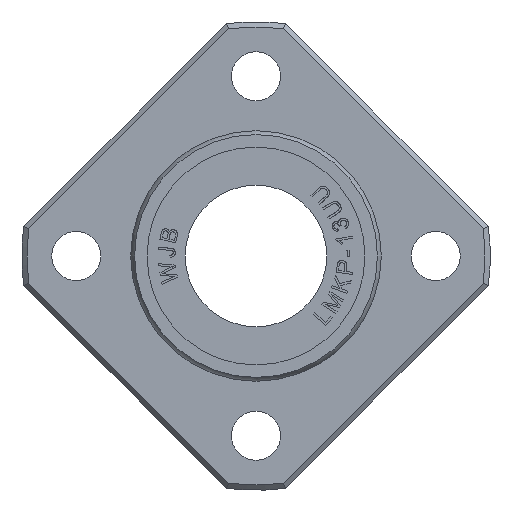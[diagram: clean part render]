
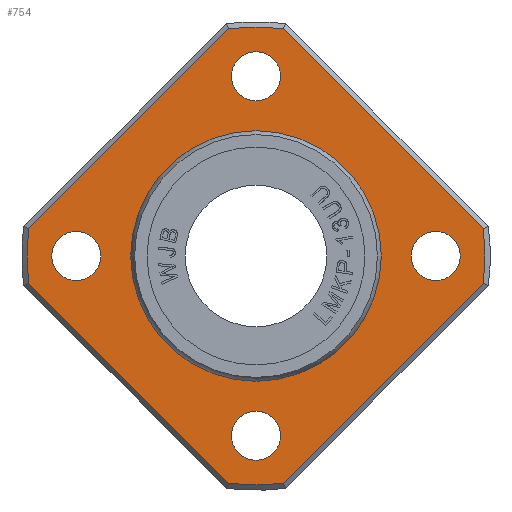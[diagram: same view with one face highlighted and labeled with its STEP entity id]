
A CAD part, left-side view. The second image highlights one B-rep face of the part: STEP entity #754.
In plain terms, the highlighted planar face has unit normal (-1, 0, 0).
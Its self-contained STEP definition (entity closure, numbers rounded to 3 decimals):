
#501=PLANE('',#6967);
#754=ADVANCED_FACE('',(#1230,#1231,#1232,#1233,#1234,#1235),#501,.T.);
#1230=FACE_BOUND('',#1351,.T.);
#1231=FACE_BOUND('',#1352,.T.);
#1232=FACE_BOUND('',#1353,.T.);
#1233=FACE_BOUND('',#1354,.T.);
#1234=FACE_BOUND('',#1355,.T.);
#1235=FACE_BOUND('',#1356,.T.);
#1351=EDGE_LOOP('',(#2623));
#1352=EDGE_LOOP('',(#2624));
#1353=EDGE_LOOP('',(#2625));
#1354=EDGE_LOOP('',(#2626));
#1355=EDGE_LOOP('',(#2627));
#1356=EDGE_LOOP('',(#2628,#2629,#2630,#2631,#2632,#2633,#2634,#2635));
#1861=B_SPLINE_CURVE_WITH_KNOTS('',3,(#10400,#10401,#10402,#10403),.UNSPECIFIED.,
 .F.,.F.,(4,4),(0.,1.),.UNSPECIFIED.);
#1862=B_SPLINE_CURVE_WITH_KNOTS('',3,(#10404,#10405,#10406,#10407),.UNSPECIFIED.,
 .F.,.F.,(4,4),(0.,1.),.UNSPECIFIED.);
#1863=B_SPLINE_CURVE_WITH_KNOTS('',3,(#10408,#10409,#10410,#10411),.UNSPECIFIED.,
 .F.,.F.,(4,4),(0.,1.),.UNSPECIFIED.);
#1864=B_SPLINE_CURVE_WITH_KNOTS('',3,(#10412,#10413,#10414,#10415),.UNSPECIFIED.,
 .F.,.F.,(4,4),(0.,1.),.UNSPECIFIED.);
#2255=CIRCLE('',#6942,21.);
#2257=CIRCLE('',#6945,21.);
#2259=CIRCLE('',#6948,21.);
#2261=CIRCLE('',#6951,21.);
#2267=CIRCLE('',#6962,11.286);
#2268=CIRCLE('',#6963,2.25);
#2269=CIRCLE('',#6964,2.25);
#2270=CIRCLE('',#6965,2.25);
#2271=CIRCLE('',#6966,2.25);
#2623=ORIENTED_EDGE('',*,*,#5181,.F.);
#2624=ORIENTED_EDGE('',*,*,#5182,.T.);
#2625=ORIENTED_EDGE('',*,*,#5183,.T.);
#2626=ORIENTED_EDGE('',*,*,#5184,.T.);
#2627=ORIENTED_EDGE('',*,*,#5185,.T.);
#2628=ORIENTED_EDGE('',*,*,#5153,.F.);
#2629=ORIENTED_EDGE('',*,*,#5186,.F.);
#2630=ORIENTED_EDGE('',*,*,#5157,.F.);
#2631=ORIENTED_EDGE('',*,*,#5187,.F.);
#2632=ORIENTED_EDGE('',*,*,#5165,.F.);
#2633=ORIENTED_EDGE('',*,*,#5188,.F.);
#2634=ORIENTED_EDGE('',*,*,#5162,.F.);
#2635=ORIENTED_EDGE('',*,*,#5189,.F.);
#4509=VERTEX_POINT('',#10295);
#4510=VERTEX_POINT('',#10296);
#4513=VERTEX_POINT('',#10310);
#4514=VERTEX_POINT('',#10311);
#4517=VERTEX_POINT('',#10328);
#4519=VERTEX_POINT('',#10331);
#4521=VERTEX_POINT('',#10340);
#4522=VERTEX_POINT('',#10341);
#4533=VERTEX_POINT('',#10391);
#4534=VERTEX_POINT('',#10393);
#4535=VERTEX_POINT('',#10395);
#4536=VERTEX_POINT('',#10397);
#4537=VERTEX_POINT('',#10399);
#5153=EDGE_CURVE('',#4509,#4510,#2255,.T.);
#5157=EDGE_CURVE('',#4513,#4514,#2257,.T.);
#5162=EDGE_CURVE('',#4517,#4519,#2259,.T.);
#5165=EDGE_CURVE('',#4521,#4522,#2261,.T.);
#5181=EDGE_CURVE('',#4533,#4533,#2267,.T.);
#5182=EDGE_CURVE('',#4534,#4534,#2268,.T.);
#5183=EDGE_CURVE('',#4535,#4535,#2269,.T.);
#5184=EDGE_CURVE('',#4536,#4536,#2270,.T.);
#5185=EDGE_CURVE('',#4537,#4537,#2271,.T.);
#5186=EDGE_CURVE('',#4514,#4509,#1861,.T.);
#5187=EDGE_CURVE('',#4522,#4513,#1862,.T.);
#5188=EDGE_CURVE('',#4519,#4521,#1863,.T.);
#5189=EDGE_CURVE('',#4510,#4517,#1864,.T.);
#6942=AXIS2_PLACEMENT_3D('',#10294,#7542,#7543);
#6945=AXIS2_PLACEMENT_3D('',#10309,#7548,#7549);
#6948=AXIS2_PLACEMENT_3D('',#10330,#7554,#7555);
#6951=AXIS2_PLACEMENT_3D('',#10339,#7560,#7561);
#6962=AXIS2_PLACEMENT_3D('',#10390,#7586,#7587);
#6963=AXIS2_PLACEMENT_3D('',#10392,#7588,#7589);
#6964=AXIS2_PLACEMENT_3D('',#10394,#7590,#7591);
#6965=AXIS2_PLACEMENT_3D('',#10396,#7592,#7593);
#6966=AXIS2_PLACEMENT_3D('',#10398,#7594,#7595);
#6967=AXIS2_PLACEMENT_3D('',#10416,#7596,#7597);
#7542=DIRECTION('',(1.,0.,0.));
#7543=DIRECTION('',(0.,0.,-1.));
#7548=DIRECTION('',(1.,0.,0.));
#7549=DIRECTION('',(0.,0.,-1.));
#7554=DIRECTION('',(1.,0.,0.));
#7555=DIRECTION('',(0.,0.,-1.));
#7560=DIRECTION('',(1.,0.,0.));
#7561=DIRECTION('',(0.,0.,-1.));
#7586=DIRECTION('',(-1.,0.,0.));
#7587=DIRECTION('',(0.,0.,1.));
#7588=DIRECTION('',(1.,0.,0.));
#7589=DIRECTION('',(0.,1.,0.));
#7590=DIRECTION('',(1.,0.,0.));
#7591=DIRECTION('',(0.,1.,0.));
#7592=DIRECTION('',(1.,0.,0.));
#7593=DIRECTION('',(0.,1.,0.));
#7594=DIRECTION('',(1.,0.,0.));
#7595=DIRECTION('',(0.,1.,0.));
#7596=DIRECTION('',(-1.,0.,0.));
#7597=DIRECTION('',(0.,0.,1.));
#10294=CARTESIAN_POINT('',(6.,0.,0.));
#10295=CARTESIAN_POINT('',(6.,20.853,-2.482));
#10296=CARTESIAN_POINT('',(6.,20.853,2.482));
#10309=CARTESIAN_POINT('',(6.,0.,0.));
#10310=CARTESIAN_POINT('',(6.,-2.482,-20.853));
#10311=CARTESIAN_POINT('',(6.,2.482,-20.853));
#10328=CARTESIAN_POINT('',(6.,2.482,20.853));
#10330=CARTESIAN_POINT('',(6.,0.,0.));
#10331=CARTESIAN_POINT('',(6.,-2.482,20.853));
#10339=CARTESIAN_POINT('',(6.,0.,0.));
#10340=CARTESIAN_POINT('',(6.,-20.853,2.482));
#10341=CARTESIAN_POINT('',(6.,-20.853,-2.482));
#10390=CARTESIAN_POINT('',(6.,0.,0.));
#10391=CARTESIAN_POINT('',(6.,0.,11.286));
#10392=CARTESIAN_POINT('',(6.,16.5,0.));
#10393=CARTESIAN_POINT('',(6.,14.25,0.));
#10394=CARTESIAN_POINT('',(6.,-16.5,0.));
#10395=CARTESIAN_POINT('',(6.,-18.75,0.));
#10396=CARTESIAN_POINT('',(6.,0.,16.5));
#10397=CARTESIAN_POINT('',(6.,-2.25,16.5));
#10398=CARTESIAN_POINT('',(6.,0.,-16.5));
#10399=CARTESIAN_POINT('',(6.,-2.25,-16.5));
#10400=CARTESIAN_POINT('',(6.,2.482,-20.853));
#10401=CARTESIAN_POINT('',(6.,8.605,-14.729));
#10402=CARTESIAN_POINT('',(6.,14.729,-8.605));
#10403=CARTESIAN_POINT('',(6.,20.853,-2.482));
#10404=CARTESIAN_POINT('',(6.,-20.853,-2.482));
#10405=CARTESIAN_POINT('',(6.,-14.729,-8.605));
#10406=CARTESIAN_POINT('',(6.,-8.605,-14.729));
#10407=CARTESIAN_POINT('',(6.,-2.482,-20.853));
#10408=CARTESIAN_POINT('',(6.,-2.482,20.853));
#10409=CARTESIAN_POINT('',(6.,-8.605,14.729));
#10410=CARTESIAN_POINT('',(6.,-14.729,8.605));
#10411=CARTESIAN_POINT('',(6.,-20.853,2.482));
#10412=CARTESIAN_POINT('',(6.,20.853,2.482));
#10413=CARTESIAN_POINT('',(6.,14.729,8.605));
#10414=CARTESIAN_POINT('',(6.,8.605,14.729));
#10415=CARTESIAN_POINT('',(6.,2.482,20.853));
#10416=CARTESIAN_POINT('',(6.,0.,16.393));
